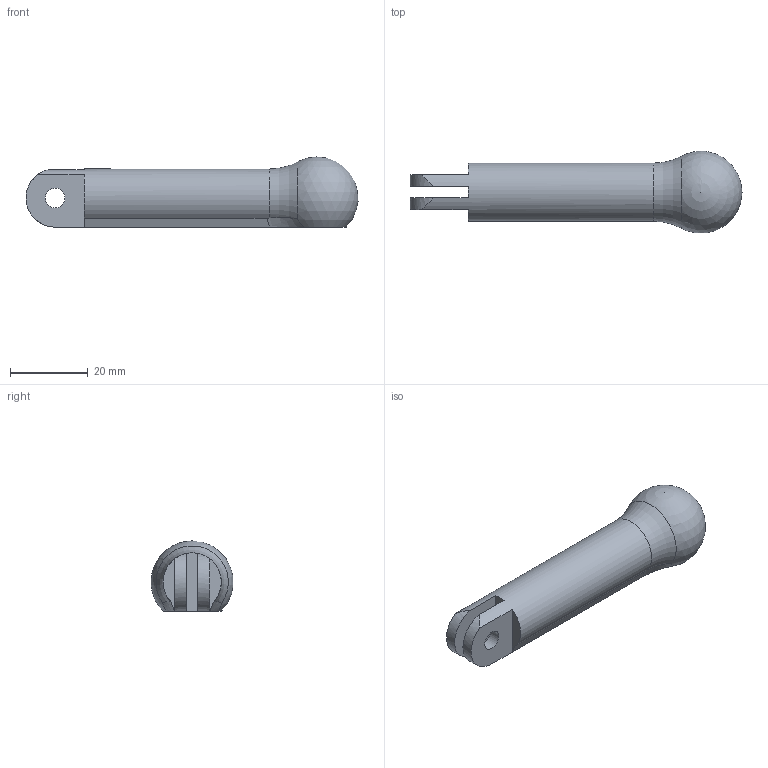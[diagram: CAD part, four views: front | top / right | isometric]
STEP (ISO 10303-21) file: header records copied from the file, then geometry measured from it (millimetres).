
FILE_DESCRIPTION(/* description */ ('STEP AP242','CAx-IF Rec.Pracs.---Representation and Presentation of Product Manufacturing Information (PMI)---4.0---2014-10-13','CAx-IF Rec.Pracs.---3D Tessellated Geometry---0.4---2014-09-14','2;1'),/* implementation_level */ '2;1');
FILE_NAME(/* name */ '64d116097bfc4d0637dfd184',/* time_stamp */ '2023-08-07T16:04:25Z',/* author */ (''),/* organization */ (''),/* preprocessor_version */ 'ST-DEVELOPER v19.4',/* originating_system */ ' ',/* authorisation */ ' ');
FILE_SCHEMA (('AP242_MANAGED_MODEL_BASED_3D_ENGINEERING_MIM_LF { 1 0 10303 442 1 1 4 }'));
Length unit declared in the file: metre
Products named in the file (1): DoomScroller Leg 150
Bounding box: 85.57 x 21.09 x 18.11 mm (x, y, z)
Volume: 15114.4 mm3; surface area: 4862.1 mm2
Topology: 1 solids, 1 shells, 19 faces, 53 edges, 35 vertices
Faces by surface type: plane 10, cylinder 5, torus 3, sphere 1
Full cylindrical faces by diameter (mm): 5.1 x2
Entity records: 618 total; most frequent: CARTESIAN_POINT 122, DIRECTION 101, ORIENTED_EDGE 94, EDGE_CURVE 47, AXIS2_PLACEMENT_3D 40, VERTEX_POINT 32, EDGE_LOOP 25, FACE_BOUND 25
